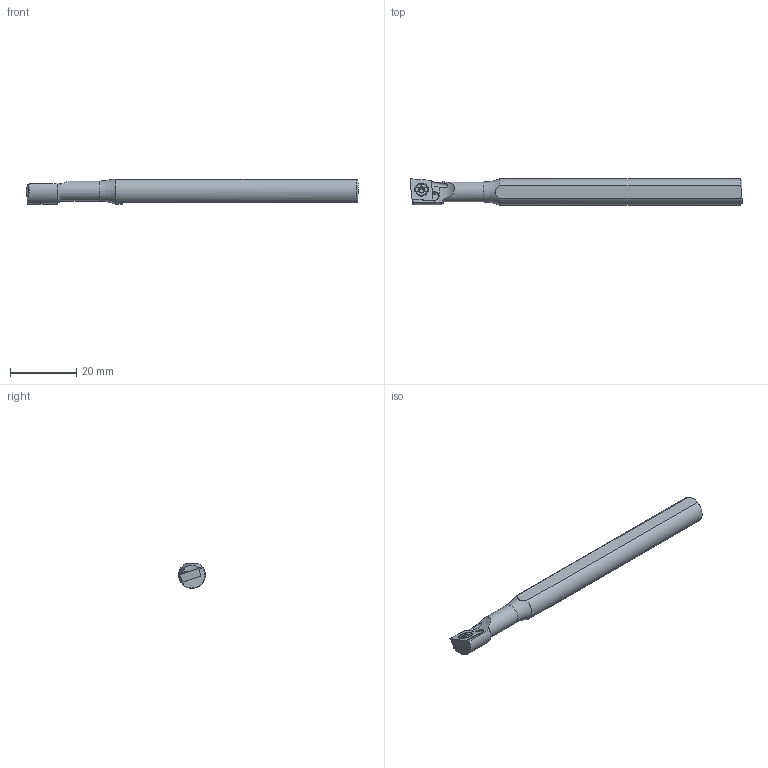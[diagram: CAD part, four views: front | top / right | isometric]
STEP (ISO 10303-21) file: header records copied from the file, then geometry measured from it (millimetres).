
FILE_DESCRIPTION((''),'2;1');
FILE_NAME('AH0608H SCLCL 06.STP','2017-04-11T20:13:20',(''),(''),'STEP Write','Mastercam X ... CNC Software, Inc.','');
FILE_SCHEMA(('CONFIG_CONTROL_DESIGN'));
Length unit declared in the file: millimetre
Bounding box: 99.98 x 8 x 7.55 mm (x, y, z)
Surface area: 3430.2 mm2 (no closed solid volume)
Topology: 0 solids, 107 shells, 107 faces, 567 edges, 610 vertices
Faces by surface type: plane 39, cylinder 38, torus 11, cone 11, bspline 8
Full cylindrical faces by diameter (mm): 1.5 x1, 2.05 x1, 2.45 x1, 2.8 x1, 3 x1, 3.5 x1, 3.8 x1, 6 x1
Entity records: 7469 total; most frequent: CARTESIAN_POINT 3161, VERTEX_POINT 944, DIRECTION 779, EDGE_CURVE 472, ORIENTED_EDGE 472, AXIS2_PLACEMENT_3D 265, VECTOR 249, LINE 249
